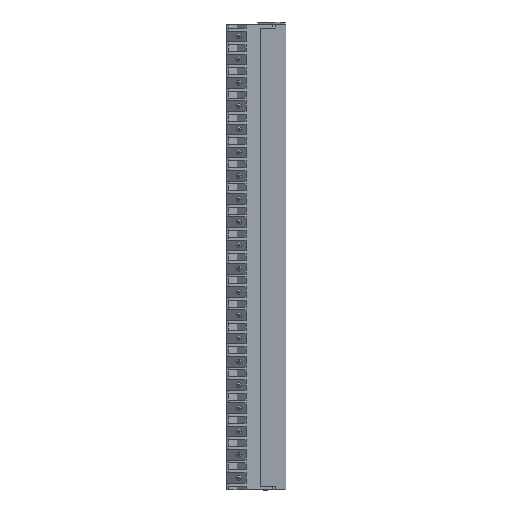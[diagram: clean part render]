
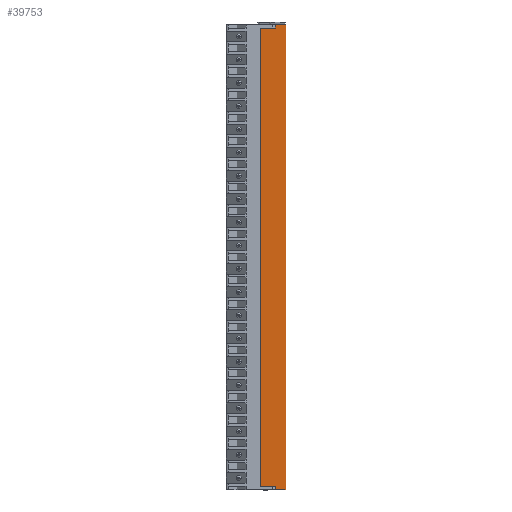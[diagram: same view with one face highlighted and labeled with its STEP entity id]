
A CAD part, front view. The second image highlights one B-rep face of the part: STEP entity #39753.
In plain terms, the highlighted planar face has unit normal (0.82, -0.572, 0).
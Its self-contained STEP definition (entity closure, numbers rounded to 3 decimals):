
#64=DIRECTION('',(0.572,0.82,0.));
#65=VECTOR('',#64,4.018);
#66=CARTESIAN_POINT('',(6.25,4.448,97.5));
#67=LINE('',#66,#65);
#8441=DIRECTION('',(0.572,0.82,0.));
#8442=VECTOR('',#8441,5.425);
#8443=CARTESIAN_POINT('',(3.145,0.,96.8));
#8444=LINE('',#8443,#8442);
#8445=DIRECTION('',(0.,0.,-1.));
#8446=VECTOR('',#8445,0.7);
#8447=CARTESIAN_POINT('',(6.25,4.448,97.5));
#8448=LINE('',#8447,#8446);
#8449=DIRECTION('',(0.,0.,1.));
#8450=VECTOR('',#8449,0.7);
#8451=CARTESIAN_POINT('',(6.25,4.448,-2.5));
#8452=LINE('',#8451,#8450);
#8453=DIRECTION('',(0.572,0.82,0.));
#8454=VECTOR('',#8453,5.425);
#8455=CARTESIAN_POINT('',(3.145,0.,-1.8));
#8456=LINE('',#8455,#8454);
#8457=DIRECTION('',(0.,0.,-1.));
#8458=VECTOR('',#8457,98.6);
#8459=CARTESIAN_POINT('',(3.145,0.,96.8));
#8460=LINE('',#8459,#8458);
#8474=DIRECTION('',(0.,0.,-1.));
#8475=VECTOR('',#8474,100.);
#8476=CARTESIAN_POINT('',(8.55,7.743,97.5));
#8477=LINE('',#8476,#8475);
#8563=DIRECTION('',(0.572,0.82,0.));
#8564=VECTOR('',#8563,4.018);
#8565=CARTESIAN_POINT('',(6.25,4.448,-2.5));
#8566=LINE('',#8565,#8564);
#23076=CARTESIAN_POINT('',(8.55,7.743,97.5));
#23078=VERTEX_POINT('',#23076);
#23100=CARTESIAN_POINT('',(8.55,7.743,-2.5));
#23102=VERTEX_POINT('',#23100);
#23736=CARTESIAN_POINT('',(3.145,0.,-1.8));
#23737=CARTESIAN_POINT('',(6.25,4.448,-1.8));
#23738=VERTEX_POINT('',#23736);
#23739=VERTEX_POINT('',#23737);
#23740=CARTESIAN_POINT('',(6.25,4.448,-2.5));
#23741=VERTEX_POINT('',#23740);
#23750=CARTESIAN_POINT('',(3.145,0.,96.8));
#23751=CARTESIAN_POINT('',(6.25,4.448,96.8));
#23752=VERTEX_POINT('',#23750);
#23753=VERTEX_POINT('',#23751);
#23754=CARTESIAN_POINT('',(6.25,4.448,97.5));
#23755=VERTEX_POINT('',#23754);
#39733=CARTESIAN_POINT('',(3.145,0.,97.5));
#39734=DIRECTION('',(0.82,-0.572,0.));
#39735=DIRECTION('',(0.572,0.82,0.));
#39736=AXIS2_PLACEMENT_3D('',#39733,#39734,#39735);
#39737=PLANE('',#39736);
#39739=ORIENTED_EDGE('',*,*,#39738,.T.);
#39740=ORIENTED_EDGE('',*,*,#39724,.F.);
#39741=ORIENTED_EDGE('',*,*,#29897,.T.);
#39743=ORIENTED_EDGE('',*,*,#39742,.T.);
#39745=ORIENTED_EDGE('',*,*,#39744,.F.);
#39747=ORIENTED_EDGE('',*,*,#39746,.T.);
#39749=ORIENTED_EDGE('',*,*,#39748,.F.);
#39750=ORIENTED_EDGE('',*,*,#39374,.F.);
#39751=EDGE_LOOP('',(#39739,#39740,#39741,#39743,#39745,#39747,#39749,#39750));
#39752=FACE_OUTER_BOUND('',#39751,.F.);
#29897=EDGE_CURVE('',#23755,#23078,#67,.T.);
#39374=EDGE_CURVE('',#23752,#23738,#8460,.T.);
#39724=EDGE_CURVE('',#23755,#23753,#8448,.T.);
#39738=EDGE_CURVE('',#23752,#23753,#8444,.T.);
#39742=EDGE_CURVE('',#23078,#23102,#8477,.T.);
#39744=EDGE_CURVE('',#23741,#23102,#8566,.T.);
#39746=EDGE_CURVE('',#23741,#23739,#8452,.T.);
#39748=EDGE_CURVE('',#23738,#23739,#8456,.T.);
#39753=ADVANCED_FACE('',(#39752),#39737,.T.);
